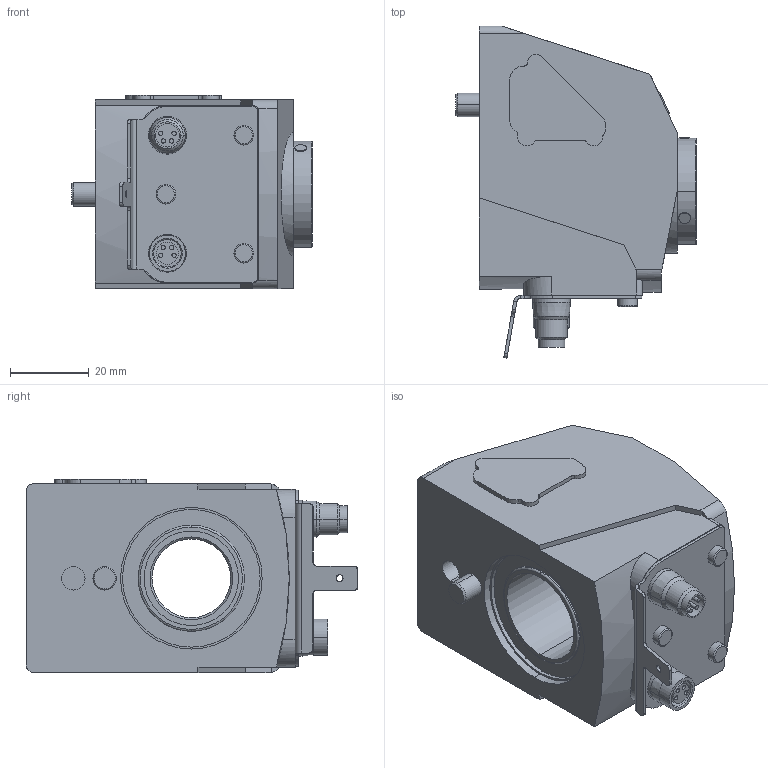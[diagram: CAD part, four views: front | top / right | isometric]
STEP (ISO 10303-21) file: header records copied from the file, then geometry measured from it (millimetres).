
FILE_DESCRIPTION (( 'STEP AP214' ), '1' );
FILE_NAME ('SIKO_AP10~0.STEP', '2014-12-11T09:40:56', ( 'Admin' ), ( 'Hewlett-Packard Company' ), 'SwSTEP 2.0', 'SolidWorks 2013', '' );
FILE_SCHEMA (( 'AUTOMOTIVE_DESIGN' ));
Length unit declared in the file: millimetre
Products named in the file (4): SIKO_AP10~0; SIKO_AP10_001~0; SIKO_AP10_002~0; SIKO_AP10_004~0
Assembly tree (3 placements, depth 2):
  SIKO_AP10~0
    SIKO_AP10_001~0
    SIKO_AP10_002~0
    SIKO_AP10_004~0
Bounding box: 61.2 x 84.35 x 49.15 mm (x, y, z)
Volume: 123938.4 mm3; surface area: 30773.7 mm2
Topology: 3 solids, 3 shells, 278 faces, 666 edges, 428 vertices
Faces by surface type: cylinder 135, plane 112, cone 21, torus 10
Entity records: 10157 total; most frequent: CARTESIAN_POINT 1580, DIRECTION 1516, ORIENTED_EDGE 1332, EDGE_CURVE 666, AXIS2_PLACEMENT_3D 583, VERTEX_POINT 428, LINE 350, VECTOR 350
